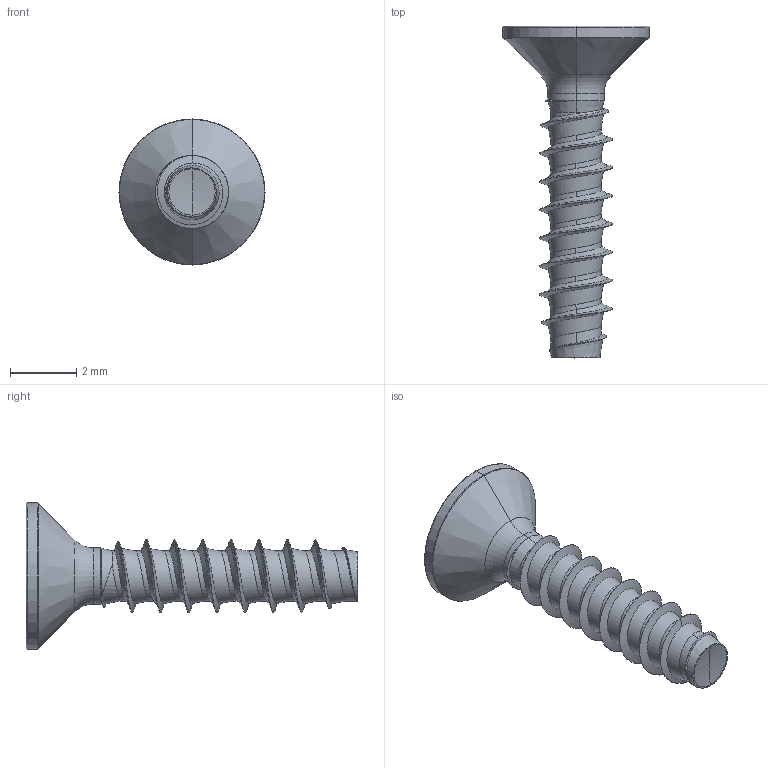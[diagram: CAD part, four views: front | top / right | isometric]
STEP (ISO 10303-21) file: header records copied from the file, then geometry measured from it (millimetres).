
FILE_DESCRIPTION (( 'STEP AP203' ), '1' );
FILE_NAME ('STP330220100.STEP', '2017-08-15T15:14:28', ( '' ), ( '' ), 'SwSTEP 2.0', 'SolidWorks 2015', '' );
FILE_SCHEMA (( 'CONFIG_CONTROL_DESIGN' ));
Length unit declared in the file: millimetre
Products named in the file (1): STP330220100
Bounding box: 4.4 x 10 x 4.4 mm (x, y, z)
Volume: 32.2 mm3; surface area: 109.9 mm2
Topology: 1 solids, 1 shells, 179 faces, 405 edges, 228 vertices
Faces by surface type: cylinder 64, bspline 51, sphere 26, plane 22, cone 10, torus 6
Entity records: 15444 total; most frequent: CARTESIAN_POINT 11835, ORIENTED_EDGE 806, DIRECTION 656, EDGE_CURVE 403, AXIS2_PLACEMENT_3D 269, VERTEX_POINT 228, EDGE_LOOP 181, ADVANCED_FACE 179
